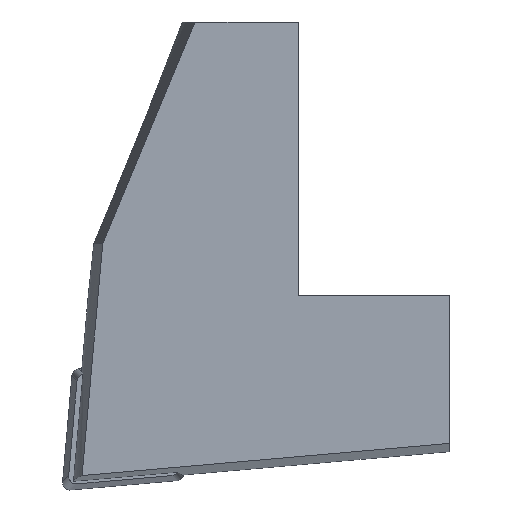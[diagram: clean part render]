
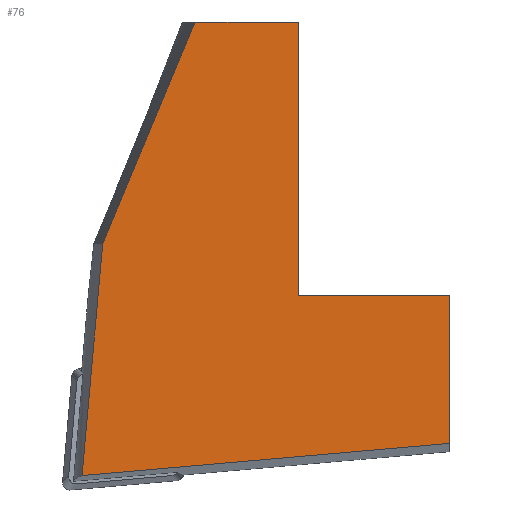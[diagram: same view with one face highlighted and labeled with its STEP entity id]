
A CAD part, front view. The second image highlights one B-rep face of the part: STEP entity #76.
In plain terms, the highlighted planar face has unit normal (0, -1, 0).
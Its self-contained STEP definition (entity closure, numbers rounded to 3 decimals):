
#37=B_SPLINE_CURVE_WITH_KNOTS('',3,(#872,#873,#874,#875,#876,#877),
 .UNSPECIFIED.,.F.,.F.,(4,1,1,4),(0.,0.333,0.667,1.),
 .UNSPECIFIED.);
#38=B_SPLINE_CURVE_WITH_KNOTS('',3,(#879,#880,#881,#882,#883,#884),
 .UNSPECIFIED.,.F.,.F.,(4,1,1,4),(0.,0.333,0.667,1.),
 .UNSPECIFIED.);
#76=ADVANCED_FACE('',(#126),#102,.F.);
#102=PLANE('',#621);
#126=FACE_OUTER_BOUND('',#156,.T.);
#156=EDGE_LOOP('',(#241,#242,#243,#244,#245,#246,#247));
#241=ORIENTED_EDGE('',*,*,#422,.F.);
#242=ORIENTED_EDGE('',*,*,#423,.F.);
#243=ORIENTED_EDGE('',*,*,#424,.F.);
#244=ORIENTED_EDGE('',*,*,#425,.F.);
#245=ORIENTED_EDGE('',*,*,#426,.F.);
#246=ORIENTED_EDGE('',*,*,#427,.F.);
#247=ORIENTED_EDGE('',*,*,#428,.F.);
#363=VERTEX_POINT('',#864);
#364=VERTEX_POINT('',#865);
#365=VERTEX_POINT('',#867);
#366=VERTEX_POINT('',#869);
#367=VERTEX_POINT('',#871);
#368=VERTEX_POINT('',#878);
#369=VERTEX_POINT('',#885);
#422=EDGE_CURVE('',#363,#364,#491,.T.);
#423=EDGE_CURVE('',#365,#363,#492,.T.);
#424=EDGE_CURVE('',#366,#365,#493,.T.);
#425=EDGE_CURVE('',#367,#366,#494,.T.);
#426=EDGE_CURVE('',#368,#367,#37,.T.);
#427=EDGE_CURVE('',#369,#368,#38,.T.);
#428=EDGE_CURVE('',#364,#369,#495,.T.);
#491=LINE('',#863,#542);
#492=LINE('',#866,#543);
#493=LINE('',#868,#544);
#494=LINE('',#870,#545);
#495=LINE('',#886,#546);
#542=VECTOR('',#712,1.);
#543=VECTOR('',#713,1.);
#544=VECTOR('',#714,1.);
#545=VECTOR('',#715,1.);
#546=VECTOR('',#716,1.);
#621=AXIS2_PLACEMENT_3D('',#887,#717,#718);
#712=DIRECTION('',(0.,0.,-1.));
#713=DIRECTION('',(1.,0.,0.));
#714=DIRECTION('',(0.,0.,-1.));
#715=DIRECTION('',(1.,0.,0.));
#716=DIRECTION('',(-0.996,0.,-0.087));
#717=DIRECTION('',(0.,1.,0.));
#718=DIRECTION('',(-1.,0.,0.));
#863=CARTESIAN_POINT('',(8.,-5.,0.));
#864=CARTESIAN_POINT('',(8.,-5.,0.));
#865=CARTESIAN_POINT('',(8.,-5.,-7.811));
#866=CARTESIAN_POINT('',(0.,-5.,0.));
#867=CARTESIAN_POINT('',(0.,-5.,0.));
#868=CARTESIAN_POINT('',(0.,-5.,14.5));
#869=CARTESIAN_POINT('',(0.,-5.,14.5));
#870=CARTESIAN_POINT('',(-5.477,-5.,14.5));
#871=CARTESIAN_POINT('',(-5.477,-5.,14.5));
#872=CARTESIAN_POINT('',(-10.354,-5.,2.764));
#873=CARTESIAN_POINT('',(-9.757,-5.,4.208));
#874=CARTESIAN_POINT('',(-8.6,-5.,7.004));
#875=CARTESIAN_POINT('',(-6.978,-5.,10.907));
#876=CARTESIAN_POINT('',(-5.966,-5.,13.333));
#877=CARTESIAN_POINT('',(-5.477,-5.,14.5));
#878=CARTESIAN_POINT('',(-10.354,-5.,2.764));
#879=CARTESIAN_POINT('',(-11.451,-5.,-9.513));
#880=CARTESIAN_POINT('',(-11.327,-5.,-8.121));
#881=CARTESIAN_POINT('',(-11.08,-5.,-5.355));
#882=CARTESIAN_POINT('',(-10.714,-5.,-1.263));
#883=CARTESIAN_POINT('',(-10.474,-5.,1.428));
#884=CARTESIAN_POINT('',(-10.354,-5.,2.764));
#885=CARTESIAN_POINT('',(-11.451,-5.,-9.513));
#886=CARTESIAN_POINT('',(8.,-5.,-7.811));
#887=CARTESIAN_POINT('',(-12.19,-5.,-10.));
